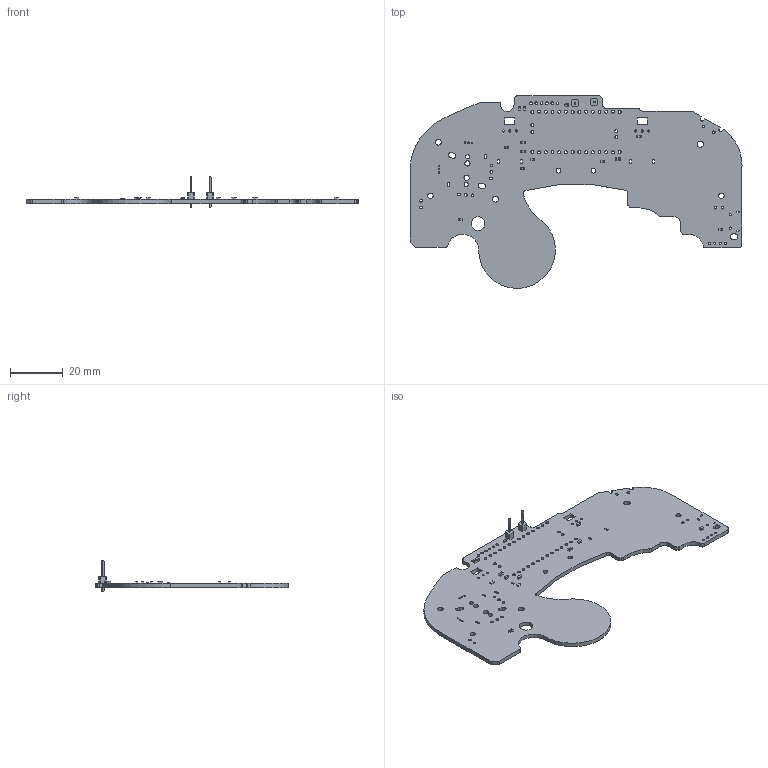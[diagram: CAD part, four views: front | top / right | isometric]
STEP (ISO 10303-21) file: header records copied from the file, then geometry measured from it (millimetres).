
FILE_DESCRIPTION(('KiCad electronic assembly'),'2;1');
FILE_NAME('PhobGCC.step','2022-01-02T20:28:59',('An Author'),( 'A Company'),'Open CASCADE STEP processor 6.9', 'KiCad to STEP converter','Unknown');
FILE_SCHEMA(('AUTOMOTIVE_DESIGN { 1 0 10303 214 1 1 1 1 }'));
Length unit declared in the file: millimetre
Products named in the file (11): Open CASCADE STEP translator 6.9 1; R_0603_1608Metric; SOLID; D_SOD-523; PinHeader_1x01_P2.54mm_Vertical; C_0603; Pin_Header_Straight_1x02_Pitch2.54mm; COMPOUND
Assembly tree (22 placements, depth 3):
  Open CASCADE STEP translator 6.9 1
    R_0603_1608Metric  x2
      SOLID
    D_SOD-523
      SOLID
    PinHeader_1x01_P2.54mm_Vertical  x2
      SOLID
    C_0603  x10
      SOLID
    Pin_Header_Straight_1x02_Pitch2.54mm  x2
    COMPOUND
Bounding box: 125.5 x 72.86 x 11.54 mm (x, y, z)
Volume: 8947.5 mm3; surface area: 12598.3 mm2
Topology: 16 solids, 16 shells, 623 faces, 1662 edges, 1096 vertices
Faces by surface type: plane 335, cylinder 278, bspline 10
Full cylindrical faces by diameter (mm): 0.6 x6, 0.8 x10, 0.99 x2, 1 x18, 1.1 x32, 1.6 x2, 1.8 x2, 2 x4, 2.2 x2, 2.4 x1, 5.2 x1
Entity records: 23307 total; most frequent: CARTESIAN_POINT 3878, DIRECTION 3580, LINE 1968, VECTOR 1968, ORIENTED_EDGE 1764, PCURVE 1764, DEFINITIONAL_REPRESENTATION 1764, EDGE_CURVE 882
